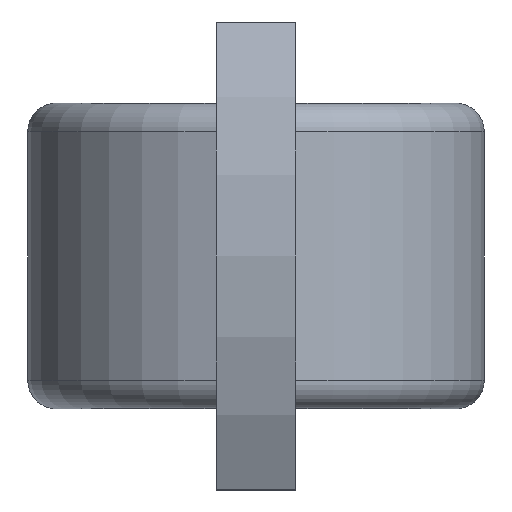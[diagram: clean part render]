
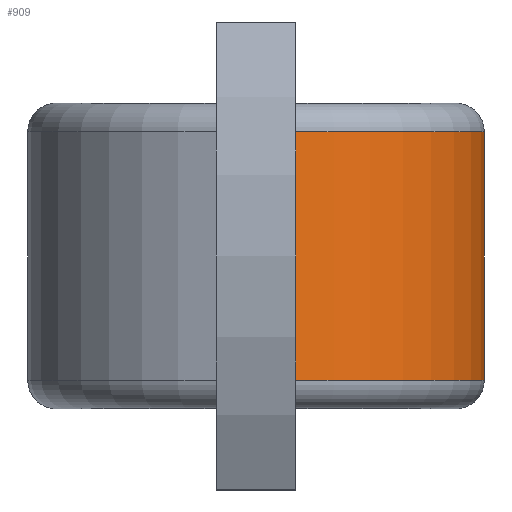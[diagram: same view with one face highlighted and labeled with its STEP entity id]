
A CAD part, left-side view. The second image highlights one B-rep face of the part: STEP entity #909.
In plain terms, the highlighted cylindrical face has radius 127 mm (diameter 254 mm), a partial arc.
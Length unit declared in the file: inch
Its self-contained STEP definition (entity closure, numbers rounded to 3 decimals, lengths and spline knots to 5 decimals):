
#20 = AXIS2_PLACEMENT_3D ( 'NONE', #1006, #618, #45 ) ;
#32 = CIRCLE ( 'NONE', #1162, 5. ) ;
#45 = DIRECTION ( 'NONE',  ( -1., 0., 0. ) ) ;
#52 = EDGE_CURVE ( 'NONE', #854, #640, #522, .T. ) ;
#121 = EDGE_LOOP ( 'NONE', ( #1186, #303, #150, #222 ) ) ;
#150 = ORIENTED_EDGE ( 'NONE', *, *, #1114, .T. ) ;
#157 = DIRECTION ( 'NONE',  ( 0., 0., 1. ) ) ;
#189 = LINE ( 'NONE', #387, #343 ) ;
#222 = ORIENTED_EDGE ( 'NONE', *, *, #622, .F. ) ;
#256 = FACE_OUTER_BOUND ( 'NONE', #121, .T. ) ;
#303 = ORIENTED_EDGE ( 'NONE', *, *, #1075, .T. ) ;
#330 = CARTESIAN_POINT ( 'NONE',  ( 0., 0., 6.06791 ) ) ;
#336 = DIRECTION ( 'NONE',  ( 0., 0., -1. ) ) ;
#343 = VECTOR ( 'NONE', #364, 39.37008 ) ;
#364 = DIRECTION ( 'NONE',  ( 0., 0., -1. ) ) ;
#376 = CARTESIAN_POINT ( 'NONE',  ( 5., 0., 0.625 ) ) ;
#387 = CARTESIAN_POINT ( 'NONE',  ( -5., 0., 6.69291 ) ) ;
#451 = VECTOR ( 'NONE', #851, 39.37008 ) ;
#522 = CIRCLE ( 'NONE', #652, 5. ) ;
#556 = CARTESIAN_POINT ( 'NONE',  ( 5., 0., 6.69291 ) ) ;
#562 = CARTESIAN_POINT ( 'NONE',  ( 0., 0., 0.625 ) ) ;
#618 = DIRECTION ( 'NONE',  ( 0., 0., -1. ) ) ;
#622 = EDGE_CURVE ( 'NONE', #854, #1140, #189, .T. ) ;
#640 = VERTEX_POINT ( 'NONE', #1138 ) ;
#652 = AXIS2_PLACEMENT_3D ( 'NONE', #330, #336, #950 ) ;
#735 = CARTESIAN_POINT ( 'NONE',  ( -5., 0., 0.625 ) ) ;
#820 = CYLINDRICAL_SURFACE ( 'NONE', #20, 5. ) ;
#851 = DIRECTION ( 'NONE',  ( 0., 0., -1. ) ) ;
#854 = VERTEX_POINT ( 'NONE', #1196 ) ;
#909 = ADVANCED_FACE ( 'NONE', ( #256 ), #820, .T. ) ;
#950 = DIRECTION ( 'NONE',  ( 1., 0., 0. ) ) ;
#994 = DIRECTION ( 'NONE',  ( 1., 0., 0. ) ) ;
#1006 = CARTESIAN_POINT ( 'NONE',  ( 0., 0., 6.69291 ) ) ;
#1035 = VERTEX_POINT ( 'NONE', #376 ) ;
#1075 = EDGE_CURVE ( 'NONE', #640, #1035, #1108, .T. ) ;
#1108 = LINE ( 'NONE', #556, #451 ) ;
#1114 = EDGE_CURVE ( 'NONE', #1035, #1140, #32, .T. ) ;
#1138 = CARTESIAN_POINT ( 'NONE',  ( 5., 0., 6.06791 ) ) ;
#1140 = VERTEX_POINT ( 'NONE', #735 ) ;
#1162 = AXIS2_PLACEMENT_3D ( 'NONE', #562, #157, #994 ) ;
#1186 = ORIENTED_EDGE ( 'NONE', *, *, #52, .T. ) ;
#1196 = CARTESIAN_POINT ( 'NONE',  ( -5., 0., 6.06791 ) ) ;
